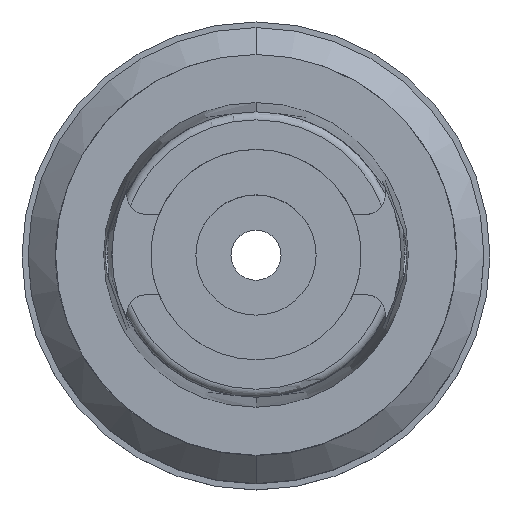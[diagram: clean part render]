
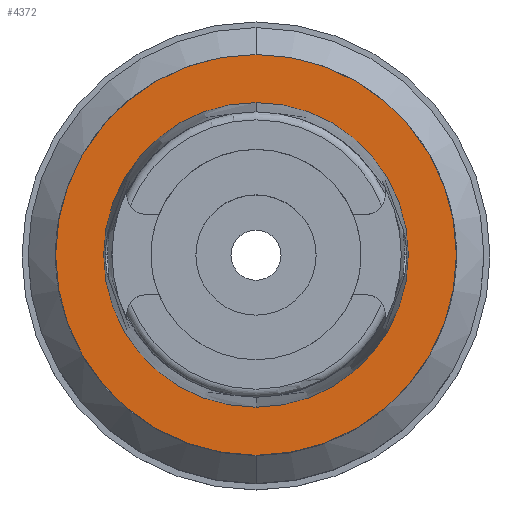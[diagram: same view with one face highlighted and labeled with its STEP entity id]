
A CAD part, top view. The second image highlights one B-rep face of the part: STEP entity #4372.
In plain terms, the highlighted planar face has unit normal (0, 0, 1).
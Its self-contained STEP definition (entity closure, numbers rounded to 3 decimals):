
#2259=CARTESIAN_POINT('',(0.,0.,0.));
#2260=DIRECTION('',(0.,0.,-1.));
#2261=DIRECTION('',(0.,-1.,0.));
#2262=AXIS2_PLACEMENT_3D('',#2259,#2260,#2261);
#2267=CARTESIAN_POINT('',(0.,0.,0.));
#2268=DIRECTION('',(0.,0.,-1.));
#2269=DIRECTION('',(0.,1.,0.));
#2270=AXIS2_PLACEMENT_3D('',#2267,#2268,#2269);
#2275=CARTESIAN_POINT('',(0.,0.,0.));
#2276=DIRECTION('',(0.,0.,1.));
#2277=DIRECTION('',(0.,-1.,0.));
#2278=AXIS2_PLACEMENT_3D('',#2275,#2276,#2277);
#2283=CARTESIAN_POINT('',(0.,0.,0.));
#2284=DIRECTION('',(0.,0.,1.));
#2285=DIRECTION('',(0.,1.,0.));
#2286=AXIS2_PLACEMENT_3D('',#2283,#2284,#2285);
#2463=CARTESIAN_POINT('',(0.,-15.2,0.));
#2464=VERTEX_POINT('',#2463);
#2465=CARTESIAN_POINT('',(0.,15.2,0.));
#2466=VERTEX_POINT('',#2465);
#2733=CARTESIAN_POINT('',(0.,20.,0.));
#2734=VERTEX_POINT('',#2733);
#2735=CARTESIAN_POINT('',(0.,-20.,0.));
#2736=VERTEX_POINT('',#2735);
#4359=CARTESIAN_POINT('',(0.,0.,0.));
#4360=DIRECTION('',(0.,0.,1.));
#4361=DIRECTION('',(0.,1.,0.));
#4362=AXIS2_PLACEMENT_3D('',#4359,#4360,#4361);
#4363=PLANE('',#4362);
#4364=ORIENTED_EDGE('',*,*,#3971,.T.);
#4365=ORIENTED_EDGE('',*,*,#4114,.T.);
#4366=EDGE_LOOP('',(#4364,#4365));
#4367=FACE_OUTER_BOUND('',#4366,.F.);
#4368=ORIENTED_EDGE('',*,*,#2959,.T.);
#4369=ORIENTED_EDGE('',*,*,#2928,.T.);
#4370=EDGE_LOOP('',(#4368,#4369));
#4371=FACE_BOUND('',#4370,.F.);
#2263=CIRCLE('',#2262,20.);
#2271=CIRCLE('',#2270,20.);
#2279=CIRCLE('',#2278,15.2);
#2287=CIRCLE('',#2286,15.2);
#2928=EDGE_CURVE('',#2466,#2464,#2287,.T.);
#2959=EDGE_CURVE('',#2464,#2466,#2279,.T.);
#3971=EDGE_CURVE('',#2736,#2734,#2263,.T.);
#4114=EDGE_CURVE('',#2734,#2736,#2271,.T.);
#4372=ADVANCED_FACE('',(#4367,#4371),#4363,.T.);
